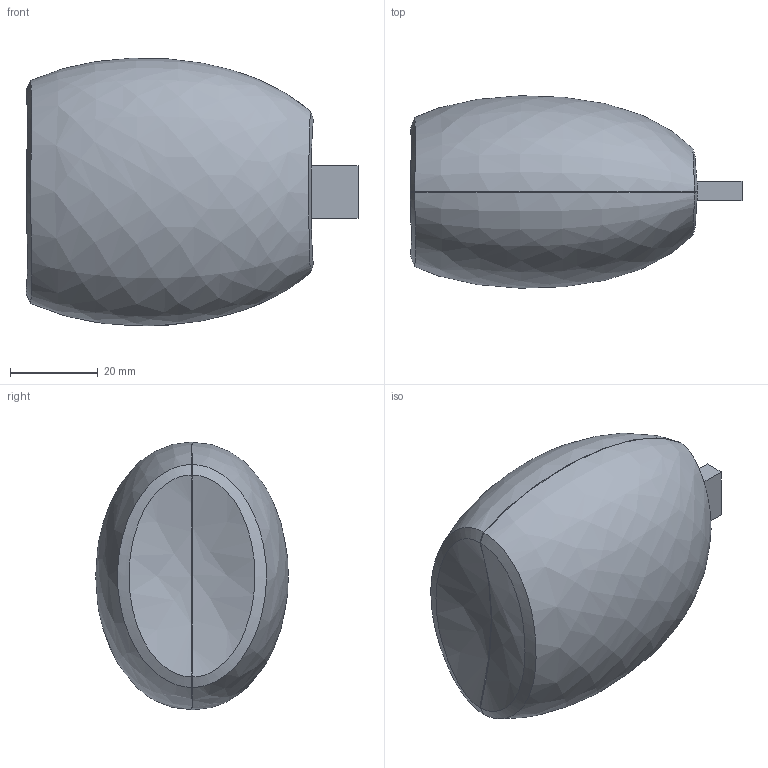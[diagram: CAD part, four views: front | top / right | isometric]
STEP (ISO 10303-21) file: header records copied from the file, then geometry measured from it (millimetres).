
FILE_DESCRIPTION((''),'2;1');
FILE_NAME('IJOEY_ASSY_V4_ASM','2012-10-26T',('Antonio'),(''),'PRO/ENGINEER BY PARAMETRIC TECHNOLOGY CORPORATION, 2010140','PRO/ENGINEER BY PARAMETRIC TECHNOLOGY CORPORATION, 2010140','');
FILE_SCHEMA(('CONFIG_CONTROL_DESIGN'));
Length unit declared in the file: millimetre
Products named in the file (3): IJOEY_BODY_V4; 24_8_USB_CONNECTOR; IJOEY_ASSY_V4_ASM
Assembly tree (2 placements, depth 2):
  IJOEY_ASSY_V4_ASM
    IJOEY_BODY_V4
    24_8_USB_CONNECTOR
Bounding box: 75.85 x 43.99 x 61.2 mm (x, y, z)
Volume: 110059.7 mm3; surface area: 20194.4 mm2
Topology: 3 solids, 3 shells, 26 faces, 54 edges, 36 vertices
Faces by surface type: plane 14, bspline 10, cylinder 2
Entity records: 1952 total; most frequent: CARTESIAN_POINT 1383, ORIENTED_EDGE 108, DIRECTION 76, EDGE_CURVE 54, VERTEX_POINT 36, EDGE_LOOP 28, FACE_OUTER_BOUND 26, ADVANCED_FACE 26
